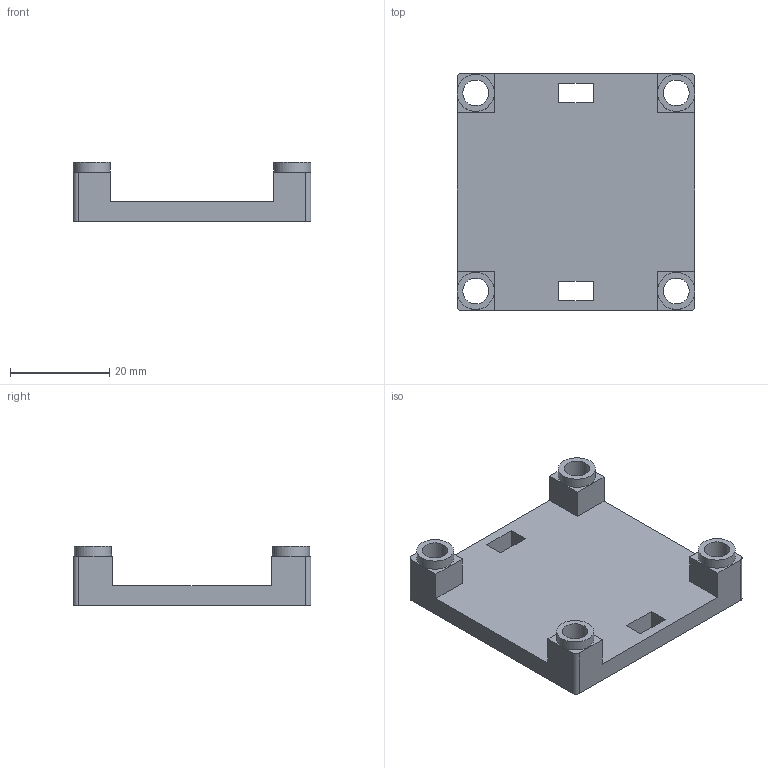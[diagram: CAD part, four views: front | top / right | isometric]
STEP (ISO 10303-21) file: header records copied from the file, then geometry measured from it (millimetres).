
FILE_DESCRIPTION(/* description */ (''),/* implementation_level */ '2;1');
FILE_NAME(/* name */ 'motion_ctrl_plate.step',/* time_stamp */ '2026-02-12T03:19:48+09:00',/* author */ (''),/* organization */ (''),/* preprocessor_version */ 'ST-DEVELOPER v20.1',/* originating_system */ 'Autodesk Translation Framework v14.21.0.0',/* authorisation */ '');
FILE_SCHEMA (('AUTOMOTIVE_DESIGN { 1 0 10303 214 3 1 1 }'));
Length unit declared in the file: millimetre
Products named in the file (1): motion_ctrl_plate
Bounding box: 48 x 48 x 12 mm (x, y, z)
Volume: 7762.1 mm3; surface area: 7255.9 mm2
Topology: 1 solids, 1 shells, 53 faces, 138 edges, 88 vertices
Faces by surface type: plane 41, cylinder 12
Full cylindrical faces by diameter (mm): 5.2 x4, 7.5 x4
Entity records: 1661 total; most frequent: CARTESIAN_POINT 280, ORIENTED_EDGE 276, DIRECTION 274, EDGE_CURVE 138, LINE 110, VECTOR 110, VERTEX_POINT 88, AXIS2_PLACEMENT_3D 82
